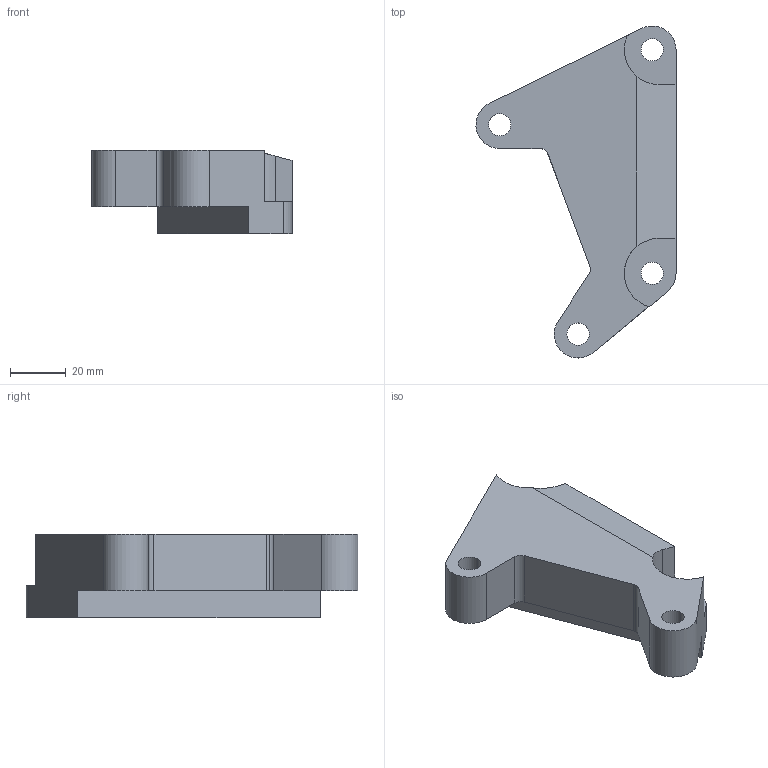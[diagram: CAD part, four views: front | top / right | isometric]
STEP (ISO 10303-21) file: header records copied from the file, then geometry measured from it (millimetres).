
FILE_DESCRIPTION (( 'STEP AP203' ), '1' );
FILE_NAME ('mirror support_etrier_frein v2.STEP', '2021-05-15T20:56:40', ( '' ), ( '' ), 'SwSTEP 2.0', 'SolidWorks 2020', '' );
FILE_SCHEMA (( 'CONFIG_CONTROL_DESIGN' ));
Length unit declared in the file: millimetre
Products named in the file (2): mirror support_etrier_frein v2; Symétriesupport_etrier_frein (1)
Assembly tree (1 placements, depth 2):
  mirror support_etrier_frein v2
    Symétriesupport_etrier_frein (1)
Bounding box: 71.55 x 118.77 x 30 mm (x, y, z)
Volume: 96657.7 mm3; surface area: 20973.8 mm2
Topology: 1 solids, 1 shells, 43 faces, 120 edges, 80 vertices
Faces by surface type: cylinder 23, plane 20
Entity records: 1612 total; most frequent: DIRECTION 258, CARTESIAN_POINT 253, ORIENTED_EDGE 240, EDGE_CURVE 120, AXIS2_PLACEMENT_3D 93, VERTEX_POINT 80, VECTOR 72, LINE 72
